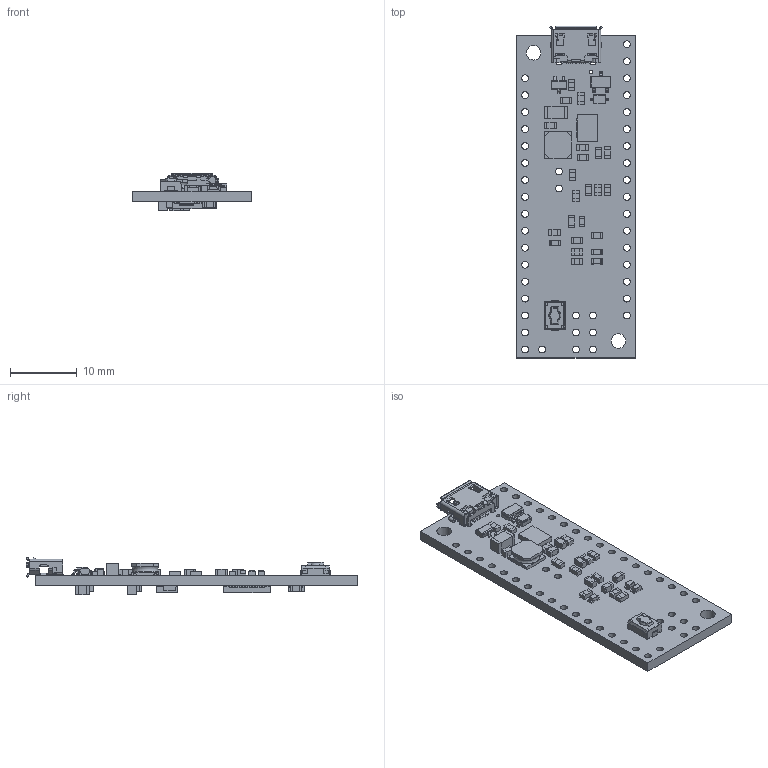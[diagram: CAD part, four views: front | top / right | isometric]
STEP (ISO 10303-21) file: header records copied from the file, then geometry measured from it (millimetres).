
FILE_DESCRIPTION (( 'STEP AP214' ), '1' );
FILE_NAME ('a-star-32u4-mini-sv.step', '2018-05-10T19:32:52', ( '' ), ( '' ), 'SwSTEP 2.0', 'SolidWorks 2016', '' );
FILE_SCHEMA (( 'AUTOMOTIVE_DESIGN' ));
Length unit declared in the file: millimetre
Products named in the file (1): a-star-32u4-mini-sv
Bounding box: 17.78 x 49.73 x 5.67 mm (x, y, z)
Volume: 1507.8 mm3; surface area: 2792 mm2
Topology: 1 solids, 1 shells, 1956 faces, 5618 edges, 3657 vertices
Faces by surface type: plane 1365, cylinder 402, bspline 157, torus 15, cone 9, sphere 8
Full cylindrical faces by diameter (mm): 0.4 x2, 0.508 x1, 0.7 x4, 1.016 x43, 2.184 x2
Entity records: 90698 total; most frequent: CARTESIAN_POINT 18627, ORIENTED_EDGE 11106, DIRECTION 9404, EDGE_CURVE 5553, VECTOR 4264, LINE 4264, VERTEX_POINT 3651, AXIS2_PLACEMENT_3D 2570
